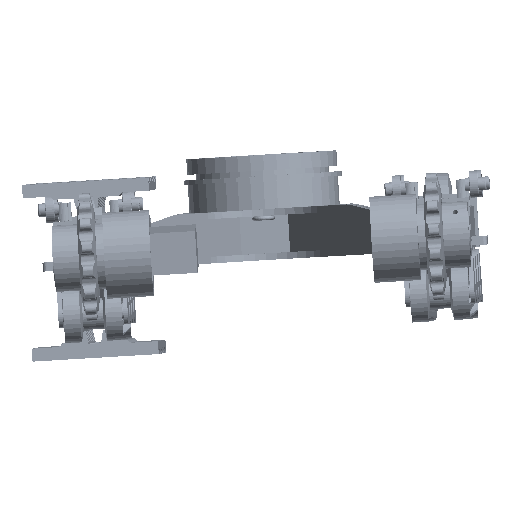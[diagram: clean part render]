
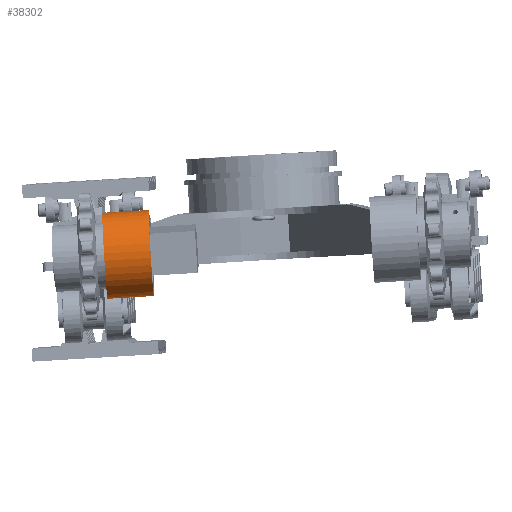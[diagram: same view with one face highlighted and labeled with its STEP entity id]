
A CAD part, top view. The second image highlights one B-rep face of the part: STEP entity #38302.
In plain terms, the highlighted cylindrical face has radius 19.5 mm (diameter 39 mm), a partial arc.
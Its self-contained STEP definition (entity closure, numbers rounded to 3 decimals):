
#38201=CARTESIAN_POINT('Axis2P3D Location',(0.,0.,0.)) ;
#38205=CARTESIAN_POINT('Vertex',(-7.642,-17.94,0.)) ;
#38207=CARTESIAN_POINT('Vertex',(-3.516,19.18,0.)) ;
#38272=CARTESIAN_POINT('Axis2P3D Location',(0.,0.,-10.5)) ;
#38277=CARTESIAN_POINT('Axis2P3D Location',(0.,0.,-21.)) ;
#38281=CARTESIAN_POINT('Vertex',(-7.642,-17.94,-21.)) ;
#38283=CARTESIAN_POINT('Vertex',(-3.516,19.18,-21.)) ;
#38286=CARTESIAN_POINT('Line Origine',(-3.516,19.18,-10.5)) ;
#38291=CARTESIAN_POINT('Line Origine',(-7.642,-17.94,-10.5)) ;
#38202=DIRECTION('Axis2P3D Direction',(0.,0.,1.)) ;
#38273=DIRECTION('Axis2P3D Direction',(0.,0.,1.)) ;
#38274=DIRECTION('Axis2P3D XDirection',(-0.392,-0.92,-0.)) ;
#38278=DIRECTION('Axis2P3D Direction',(0.,0.,1.)) ;
#38287=DIRECTION('Vector Direction',(0.,0.,1.)) ;
#38292=DIRECTION('Vector Direction',(0.,0.,1.)) ;
#38203=AXIS2_PLACEMENT_3D('Circle Axis2P3D',#38201,#38202,$) ;
#38275=AXIS2_PLACEMENT_3D('Cylinder Axis2P3D',#38272,#38273,#38274) ;
#38279=AXIS2_PLACEMENT_3D('Circle Axis2P3D',#38277,#38278,$) ;
#38297=ORIENTED_EDGE('',*,*,#38285,.T.) ;
#38298=ORIENTED_EDGE('',*,*,#38290,.F.) ;
#38299=ORIENTED_EDGE('',*,*,#38209,.F.) ;
#38300=ORIENTED_EDGE('',*,*,#38295,.T.) ;
#38288=VECTOR('Line Direction',#38287,1.) ;
#38293=VECTOR('Line Direction',#38292,1.) ;
#38302=ADVANCED_FACE('Corps principal',(#38301),#38276,.T.) ;
#38204=CIRCLE('generated circle',#38203,19.5) ;
#38280=CIRCLE('generated circle',#38279,19.5) ;
#38276=CYLINDRICAL_SURFACE('generated cylinder',#38275,19.5) ;
#38209=EDGE_CURVE('',#38206,#38208,#38204,.T.) ;
#38285=EDGE_CURVE('',#38282,#38284,#38280,.T.) ;
#38290=EDGE_CURVE('',#38208,#38284,#38289,.F.) ;
#38295=EDGE_CURVE('',#38206,#38282,#38294,.F.) ;
#38296=EDGE_LOOP('',(#38297,#38298,#38299,#38300)) ;
#38301=FACE_OUTER_BOUND('',#38296,.T.) ;
#38289=LINE('Line',#38286,#38288) ;
#38294=LINE('Line',#38291,#38293) ;
#38206=VERTEX_POINT('',#38205) ;
#38208=VERTEX_POINT('',#38207) ;
#38282=VERTEX_POINT('',#38281) ;
#38284=VERTEX_POINT('',#38283) ;
